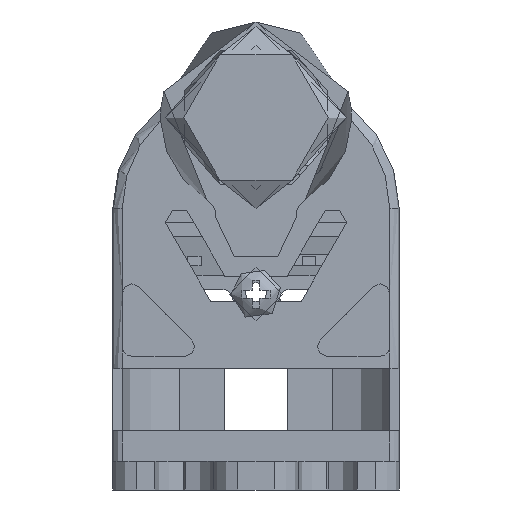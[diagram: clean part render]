
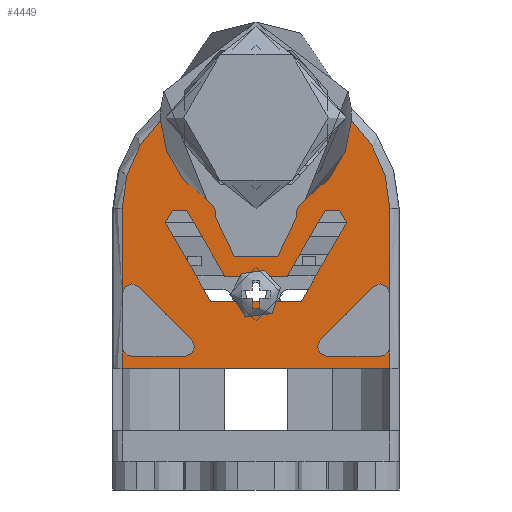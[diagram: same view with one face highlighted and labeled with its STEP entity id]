
A CAD part, front view. The second image highlights one B-rep face of the part: STEP entity #4449.
In plain terms, the highlighted planar face has unit normal (0, -1, 0).
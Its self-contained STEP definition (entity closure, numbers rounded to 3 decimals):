
#57=PLANE('',#4709);
#145=FACE_BOUND('',#1256,.T.);
#196=LINE('',#6650,#639);
#198=LINE('',#6653,#641);
#212=LINE('',#6682,#655);
#216=LINE('',#6694,#659);
#217=LINE('',#6698,#660);
#218=LINE('',#6702,#661);
#219=LINE('',#6705,#662);
#220=LINE('',#6709,#663);
#221=LINE('',#6713,#664);
#639=VECTOR('',#5250,8.91);
#641=VECTOR('',#5252,2.3);
#655=VECTOR('',#5276,28.);
#659=VECTOR('',#5286,8.91);
#660=VECTOR('',#5289,7.905);
#661=VECTOR('',#5292,5.59);
#662=VECTOR('',#5295,2.3);
#663=VECTOR('',#5298,5.59);
#664=VECTOR('',#5301,7.905);
#1065=FACE_OUTER_BOUND('',#1255,.T.);
#1255=EDGE_LOOP('',(#3128,#3129,#3130,#3131,#3132,#3133,#3134,#3135,#3136,
#3137,#3138,#3139,#3140,#3141,#3142,#3143,#3144,#3145,#3146,#3147,#3148,
#3149));
#1256=EDGE_LOOP('',(#3150,#3151,#3152,#3153));
#1453=CIRCLE('',#4668,2.);
#1456=CIRCLE('',#4672,4.25);
#1457=CIRCLE('',#4674,2.);
#1459=CIRCLE('',#4677,10.);
#1461=CIRCLE('',#4679,10.);
#1476=CIRCLE('',#4704,12.5);
#1479=CIRCLE('',#4710,12.5);
#1480=CIRCLE('',#4711,1.);
#1481=CIRCLE('',#4712,1.);
#1482=CIRCLE('',#4713,1.);
#1483=CIRCLE('',#4714,1.);
#1484=CIRCLE('',#4715,1.);
#1485=CIRCLE('',#4716,1.);
#1486=CIRCLE('',#4717,1.5);
#1487=CIRCLE('',#4718,6.5);
#1488=CIRCLE('',#4719,1.5);
#1489=CIRCLE('',#4720,9.5);
#1730=VERTEX_POINT('',#6512);
#1731=VERTEX_POINT('',#6513);
#1735=VERTEX_POINT('',#6523);
#1736=VERTEX_POINT('',#6527);
#1738=VERTEX_POINT('',#6533);
#1743=VERTEX_POINT('',#6554);
#1773=VERTEX_POINT('',#6642);
#1776=VERTEX_POINT('',#6647);
#1777=VERTEX_POINT('',#6649);
#1778=VERTEX_POINT('',#6651);
#1788=VERTEX_POINT('',#6681);
#1792=VERTEX_POINT('',#6691);
#1793=VERTEX_POINT('',#6693);
#1794=VERTEX_POINT('',#6695);
#1795=VERTEX_POINT('',#6697);
#1796=VERTEX_POINT('',#6699);
#1797=VERTEX_POINT('',#6701);
#1798=VERTEX_POINT('',#6703);
#1799=VERTEX_POINT('',#6706);
#1800=VERTEX_POINT('',#6708);
#1801=VERTEX_POINT('',#6710);
#1802=VERTEX_POINT('',#6712);
#1803=VERTEX_POINT('',#6715);
#1804=VERTEX_POINT('',#6716);
#1805=VERTEX_POINT('',#6718);
#1806=VERTEX_POINT('',#6720);
#2286=EDGE_CURVE('',#1730,#1731,#1453,.T.);
#2292=EDGE_CURVE('',#1731,#1735,#1456,.T.);
#2293=EDGE_CURVE('',#1735,#1736,#1457,.T.);
#2296=EDGE_CURVE('',#1738,#1730,#1459,.T.);
#2302=EDGE_CURVE('',#1736,#1743,#1461,.T.);
#2342=EDGE_CURVE('',#1776,#1777,#196,.T.);
#2344=EDGE_CURVE('',#1778,#1773,#198,.T.);
#2345=EDGE_CURVE('',#1738,#1776,#1476,.T.);
#2360=EDGE_CURVE('',#1788,#1773,#212,.T.);
#2365=EDGE_CURVE('',#1792,#1743,#1479,.T.);
#2366=EDGE_CURVE('',#1793,#1792,#216,.T.);
#2367=EDGE_CURVE('',#1793,#1794,#1480,.T.);
#2368=EDGE_CURVE('',#1794,#1795,#217,.T.);
#2369=EDGE_CURVE('',#1795,#1796,#1481,.T.);
#2370=EDGE_CURVE('',#1796,#1797,#218,.T.);
#2371=EDGE_CURVE('',#1797,#1798,#1482,.T.);
#2372=EDGE_CURVE('',#1788,#1798,#219,.T.);
#2373=EDGE_CURVE('',#1778,#1799,#1483,.T.);
#2374=EDGE_CURVE('',#1799,#1800,#220,.T.);
#2375=EDGE_CURVE('',#1800,#1801,#1484,.T.);
#2376=EDGE_CURVE('',#1801,#1802,#221,.T.);
#2377=EDGE_CURVE('',#1802,#1777,#1485,.T.);
#2378=EDGE_CURVE('',#1803,#1804,#1486,.T.);
#2379=EDGE_CURVE('',#1804,#1805,#1487,.T.);
#2380=EDGE_CURVE('',#1805,#1806,#1488,.T.);
#2381=EDGE_CURVE('',#1806,#1803,#1489,.T.);
#3128=ORIENTED_EDGE('',*,*,#2286,.T.);
#3129=ORIENTED_EDGE('',*,*,#2292,.T.);
#3130=ORIENTED_EDGE('',*,*,#2293,.T.);
#3131=ORIENTED_EDGE('',*,*,#2302,.T.);
#3132=ORIENTED_EDGE('',*,*,#2365,.F.);
#3133=ORIENTED_EDGE('',*,*,#2366,.F.);
#3134=ORIENTED_EDGE('',*,*,#2367,.T.);
#3135=ORIENTED_EDGE('',*,*,#2368,.T.);
#3136=ORIENTED_EDGE('',*,*,#2369,.T.);
#3137=ORIENTED_EDGE('',*,*,#2370,.T.);
#3138=ORIENTED_EDGE('',*,*,#2371,.T.);
#3139=ORIENTED_EDGE('',*,*,#2372,.F.);
#3140=ORIENTED_EDGE('',*,*,#2360,.T.);
#3141=ORIENTED_EDGE('',*,*,#2344,.F.);
#3142=ORIENTED_EDGE('',*,*,#2373,.T.);
#3143=ORIENTED_EDGE('',*,*,#2374,.T.);
#3144=ORIENTED_EDGE('',*,*,#2375,.T.);
#3145=ORIENTED_EDGE('',*,*,#2376,.T.);
#3146=ORIENTED_EDGE('',*,*,#2377,.T.);
#3147=ORIENTED_EDGE('',*,*,#2342,.F.);
#3148=ORIENTED_EDGE('',*,*,#2345,.F.);
#3149=ORIENTED_EDGE('',*,*,#2296,.T.);
#3150=ORIENTED_EDGE('',*,*,#2378,.T.);
#3151=ORIENTED_EDGE('',*,*,#2379,.T.);
#3152=ORIENTED_EDGE('',*,*,#2380,.T.);
#3153=ORIENTED_EDGE('',*,*,#2381,.T.);
#4449=ADVANCED_FACE('',(#1065,#145),#57,.T.);
#4668=AXIS2_PLACEMENT_3D('',#6514,#5149,#5150);
#4672=AXIS2_PLACEMENT_3D('',#6525,#5160,#5161);
#4674=AXIS2_PLACEMENT_3D('',#6528,#5164,#5165);
#4677=AXIS2_PLACEMENT_3D('',#6534,#5171,#5172);
#4679=AXIS2_PLACEMENT_3D('',#6567,#5177,#5178);
#4704=AXIS2_PLACEMENT_3D('',#6655,#5255,#5256);
#4709=AXIS2_PLACEMENT_3D('',#6690,#5282,#5283);
#4710=AXIS2_PLACEMENT_3D('',#6692,#5284,#5285);
#4711=AXIS2_PLACEMENT_3D('',#6696,#5287,#5288);
#4712=AXIS2_PLACEMENT_3D('',#6700,#5290,#5291);
#4713=AXIS2_PLACEMENT_3D('',#6704,#5293,#5294);
#4714=AXIS2_PLACEMENT_3D('',#6707,#5296,#5297);
#4715=AXIS2_PLACEMENT_3D('',#6711,#5299,#5300);
#4716=AXIS2_PLACEMENT_3D('',#6714,#5302,#5303);
#4717=AXIS2_PLACEMENT_3D('',#6717,#5304,#5305);
#4718=AXIS2_PLACEMENT_3D('',#6719,#5306,#5307);
#4719=AXIS2_PLACEMENT_3D('',#6721,#5308,#5309);
#4720=AXIS2_PLACEMENT_3D('',#6722,#5310,#5311);
#5149=DIRECTION('center_axis',(0.,-1.,0.));
#5150=DIRECTION('ref_axis',(-0.898,0.,0.439));
#5160=DIRECTION('center_axis',(0.,1.,0.));
#5161=DIRECTION('ref_axis',(-0.744,0.,0.668));
#5164=DIRECTION('center_axis',(0.,-1.,0.));
#5165=DIRECTION('ref_axis',(0.898,0.,0.439));
#5171=DIRECTION('center_axis',(0.,1.,0.));
#5172=DIRECTION('ref_axis',(-1.,0.,0.));
#5177=DIRECTION('center_axis',(0.,1.,0.));
#5178=DIRECTION('ref_axis',(-1.,0.,0.));
#5250=DIRECTION('',(0.,0.,-1.));
#5252=DIRECTION('',(0.,0.,-1.));
#5255=DIRECTION('center_axis',(0.,1.,0.));
#5256=DIRECTION('ref_axis',(0.902,0.,0.433));
#5276=DIRECTION('',(1.,0.,0.));
#5282=DIRECTION('center_axis',(0.,-1.,0.));
#5283=DIRECTION('ref_axis',(1.,0.,0.));
#5284=DIRECTION('center_axis',(0.,1.,0.));
#5285=DIRECTION('ref_axis',(-0.902,0.,0.433));
#5286=DIRECTION('',(0.,0.,1.));
#5287=DIRECTION('center_axis',(0.,1.,0.));
#5288=DIRECTION('ref_axis',(-0.707,0.,-0.707));
#5289=DIRECTION('',(0.707,0.,-0.707));
#5290=DIRECTION('center_axis',(0.,1.,0.));
#5291=DIRECTION('ref_axis',(0.,0.,1.));
#5292=DIRECTION('',(-1.,0.,0.));
#5293=DIRECTION('center_axis',(0.,1.,0.));
#5294=DIRECTION('ref_axis',(1.,0.,0.));
#5295=DIRECTION('',(0.,0.,1.));
#5296=DIRECTION('center_axis',(0.,1.,0.));
#5297=DIRECTION('ref_axis',(0.,0.,-1.));
#5298=DIRECTION('',(-1.,0.,0.));
#5299=DIRECTION('center_axis',(0.,1.,0.));
#5300=DIRECTION('ref_axis',(-0.707,0.,0.707));
#5301=DIRECTION('',(0.707,0.,0.707));
#5302=DIRECTION('center_axis',(0.,1.,0.));
#5303=DIRECTION('ref_axis',(1.,0.,0.));
#5304=DIRECTION('center_axis',(0.,1.,0.));
#5305=DIRECTION('ref_axis',(-1.,0.,0.));
#5306=DIRECTION('center_axis',(0.,-1.,0.));
#5307=DIRECTION('ref_axis',(-1.,0.,0.));
#5308=DIRECTION('center_axis',(0.,1.,0.));
#5309=DIRECTION('ref_axis',(-1.,0.,0.));
#5310=DIRECTION('center_axis',(0.,1.,0.));
#5311=DIRECTION('ref_axis',(1.,0.,0.));
#6512=CARTESIAN_POINT('',(5.173,-20.,30.442));
#6513=CARTESIAN_POINT('',(4.221,-20.,28.496));
#6514=CARTESIAN_POINT('Origin',(6.207,-20.,28.73));
#6523=CARTESIAN_POINT('',(-4.221,-20.,28.496));
#6525=CARTESIAN_POINT('Origin',(0.,-20.,28.));
#6527=CARTESIAN_POINT('',(-5.173,-20.,30.442));
#6528=CARTESIAN_POINT('Origin',(-6.207,-20.,28.73));
#6533=CARTESIAN_POINT('',(9.995,-20.,38.67));
#6534=CARTESIAN_POINT('Origin',(0.,-20.,39.));
#6554=CARTESIAN_POINT('',(-9.995,-20.,38.67));
#6567=CARTESIAN_POINT('Origin',(0.,-20.,39.));
#6642=CARTESIAN_POINT('',(14.,-20.,12.7));
#6647=CARTESIAN_POINT('',(14.,-20.,29.5));
#6649=CARTESIAN_POINT('',(14.,-20.,20.59));
#6650=CARTESIAN_POINT('',(14.,-20.,19.5));
#6651=CARTESIAN_POINT('',(14.,-20.,15.));
#6653=CARTESIAN_POINT('',(14.,-20.,19.5));
#6655=CARTESIAN_POINT('Origin',(1.5,-20.,29.5));
#6681=CARTESIAN_POINT('',(-14.,-20.,12.7));
#6682=CARTESIAN_POINT('',(0.,-20.,12.7));
#6690=CARTESIAN_POINT('Origin',(0.,-20.,39.));
#6691=CARTESIAN_POINT('',(-14.,-20.,29.5));
#6692=CARTESIAN_POINT('Origin',(-1.5,-20.,29.5));
#6693=CARTESIAN_POINT('',(-14.,-20.,20.59));
#6694=CARTESIAN_POINT('',(-14.,-20.,34.25));
#6695=CARTESIAN_POINT('',(-12.293,-20.,21.297));
#6696=CARTESIAN_POINT('Origin',(-13.,-20.,20.59));
#6697=CARTESIAN_POINT('',(-6.703,-20.,15.707));
#6698=CARTESIAN_POINT('',(-13.645,-20.,22.65));
#6699=CARTESIAN_POINT('',(-7.41,-20.,14.));
#6700=CARTESIAN_POINT('Origin',(-7.41,-20.,15.));
#6701=CARTESIAN_POINT('',(-13.,-20.,14.));
#6702=CARTESIAN_POINT('',(-3.705,-20.,14.));
#6703=CARTESIAN_POINT('',(-14.,-20.,15.));
#6704=CARTESIAN_POINT('Origin',(-13.,-20.,15.));
#6705=CARTESIAN_POINT('',(-14.,-20.,34.25));
#6706=CARTESIAN_POINT('',(13.,-20.,14.));
#6707=CARTESIAN_POINT('Origin',(13.,-20.,15.));
#6708=CARTESIAN_POINT('',(7.41,-20.,14.));
#6709=CARTESIAN_POINT('',(6.5,-20.,14.));
#6710=CARTESIAN_POINT('',(6.703,-20.,15.707));
#6711=CARTESIAN_POINT('Origin',(7.41,-20.,15.));
#6712=CARTESIAN_POINT('',(12.293,-20.,21.297));
#6713=CARTESIAN_POINT('',(10.85,-20.,19.855));
#6714=CARTESIAN_POINT('Origin',(13.,-20.,20.59));
#6715=CARTESIAN_POINT('',(-9.5,-20.,28.));
#6716=CARTESIAN_POINT('',(-6.5,-20.,28.));
#6717=CARTESIAN_POINT('Origin',(-8.,-20.,28.));
#6718=CARTESIAN_POINT('',(6.5,-20.,28.));
#6719=CARTESIAN_POINT('Origin',(0.,-20.,28.));
#6720=CARTESIAN_POINT('',(9.5,-20.,28.));
#6721=CARTESIAN_POINT('Origin',(8.,-20.,28.));
#6722=CARTESIAN_POINT('Origin',(0.,-20.,28.));
